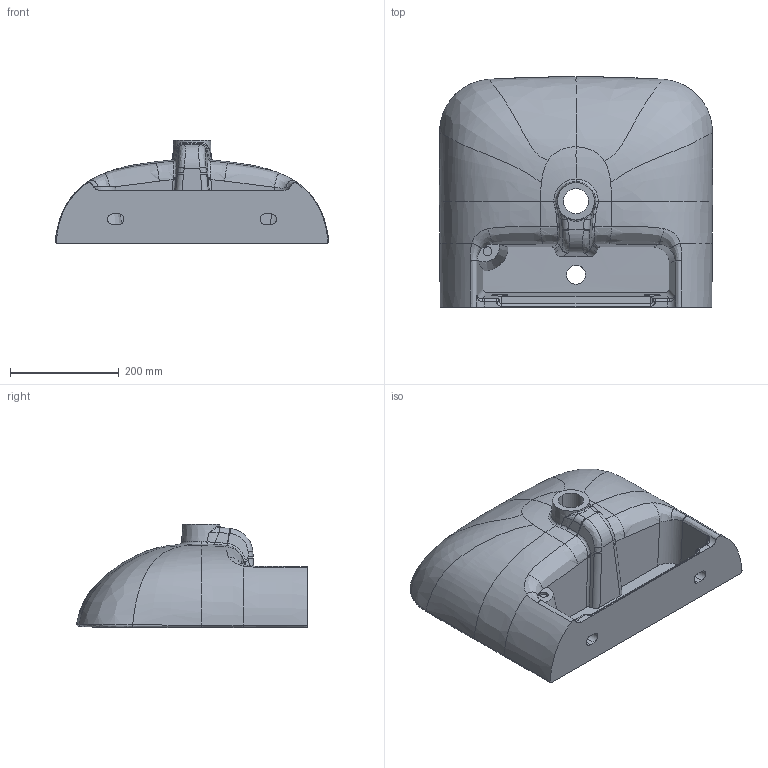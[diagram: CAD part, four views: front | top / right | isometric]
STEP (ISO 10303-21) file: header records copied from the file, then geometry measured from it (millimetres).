
FILE_DESCRIPTION((''),'2;1');
FILE_NAME('8050G','2020-04-02T',('Administrator'),('Globeunion.com'),'PRO/ENGINEER BY PARAMETRIC TECHNOLOGY CORPORATION, 2010100','PRO/ENGINEER BY PARAMETRIC TECHNOLOGY CORPORATION, 2010100','');
FILE_SCHEMA(('CONFIG_CONTROL_DESIGN'));
Length unit declared in the file: millimetre
Products named in the file (1): 8050G
Bounding box: 502.07 x 424.22 x 190 mm (x, y, z)
Volume: 8112813.1 mm3; surface area: 729791.9 mm2
Topology: 1 solids, 1 shells, 173 faces, 429 edges, 258 vertices
Faces by surface type: bspline 99, cylinder 39, plane 25, cone 5, torus 3, sphere 2
Entity records: 14392 total; most frequent: CARTESIAN_POINT 11192, ORIENTED_EDGE 854, EDGE_CURVE 427, DIRECTION 336, B_SPLINE_CURVE_WITH_KNOTS 290, VERTEX_POINT 258, EDGE_LOOP 183, FACE_OUTER_BOUND 173
